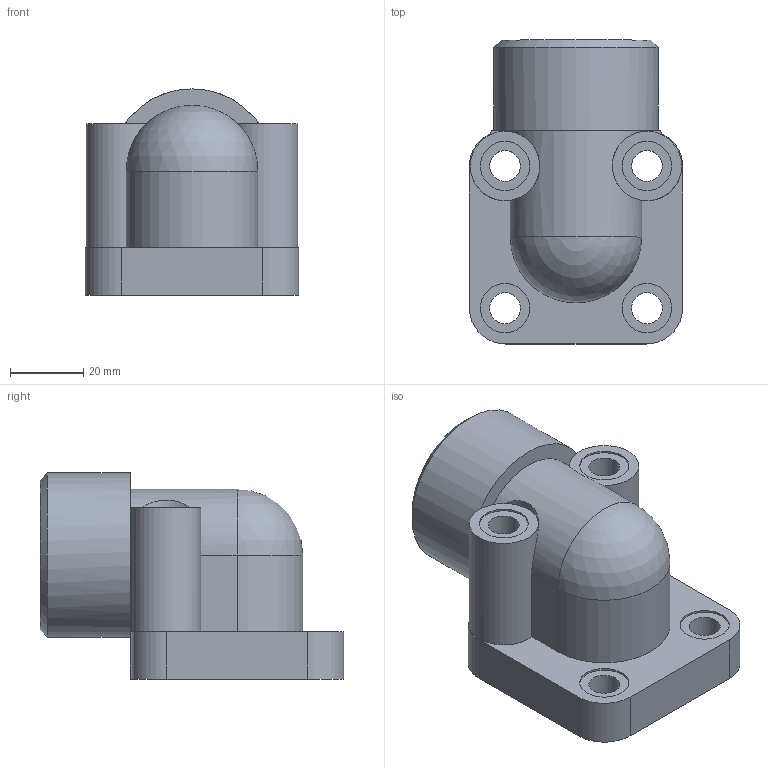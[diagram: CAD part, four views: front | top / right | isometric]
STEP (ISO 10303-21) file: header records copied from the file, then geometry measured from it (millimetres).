
FILE_DESCRIPTION(/* description */ ('Unknown'),/* implementation_level */ '2;1');
FILE_NAME(/* name */ 'AF.01880-001',/* time_stamp */ '2023-07-24T10:16:39+02:00',/* author */ ('Unknown'),/* organization */ ('Unknown'),/* preprocessor_version */ 'ST-DEVELOPER v18.102',/* originating_system */ 'Solid Edge',/* authorisation */ 'Unknown');
FILE_SCHEMA (('AUTOMOTIVE_DESIGN {1 0 10303 214 3 1 1}'));
Length unit declared in the file: millimetre
Products named in the file (2): 376_RIA 55-100-M; 1_0
Assembly tree (1 placements, depth 2):
  376_RIA 55-100-M
    1_0
Bounding box: 58.5 x 83.2 x 56.5 mm (x, y, z)
Volume: 91811.1 mm3; surface area: 29106.5 mm2
Topology: 1 solids, 1 shells, 58 faces, 144 edges, 92 vertices
Faces by surface type: cylinder 27, plane 22, cone 8, sphere 1
Full cylindrical faces by diameter (mm): 8.5 x4, 13.5 x4, 24 x1, 25 x1, 28 x1, 30.291 x2, 37 x1, 45 x1
Entity records: 2314 total; most frequent: CARTESIAN_POINT 575, DIRECTION 279, ORIENTED_EDGE 232, AXIS2_PLACEMENT_3D 119, EDGE_CURVE 116, FACE_BOUND 93, EDGE_LOOP 92, VERTEX_POINT 85
